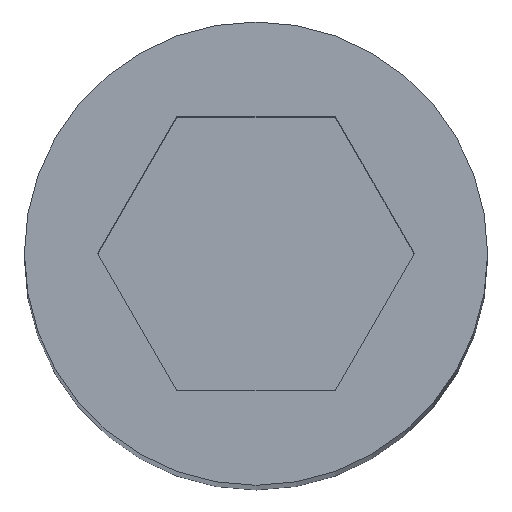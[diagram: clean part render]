
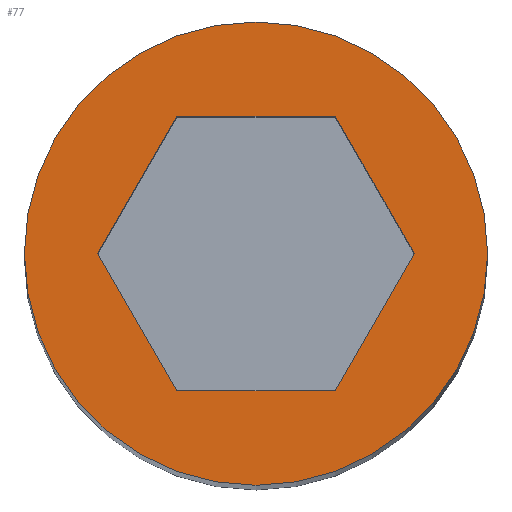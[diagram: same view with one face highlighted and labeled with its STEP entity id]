
A CAD part, top view. The second image highlights one B-rep face of the part: STEP entity #77.
In plain terms, the highlighted planar face has unit normal (0, 0, 1).
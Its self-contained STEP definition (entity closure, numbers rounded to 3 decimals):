
#2=CARTESIAN_POINT('',(10.0,-10.,58.0));
#3=DIRECTION('',(0.0,0.0,1.0));
#4=DIRECTION('',(0.0,1.0,0.0));
#5=AXIS2_PLACEMENT_3D('',#2,#3,#4);
#6=PLANE('',#5);
#7=CARTESIAN_POINT('',(5.0,0.,58.0));
#8=VERTEX_POINT('',#7);
#9=CARTESIAN_POINT('',(-5.0,0.,58.0));
#10=VERTEX_POINT('',#9);
#11=CARTESIAN_POINT('',(0.0,0.,58.0));
#12=DIRECTION('',(0.0,0.,-1.0));
#13=DIRECTION('',(-1.0,0.0,0.0));
#14=AXIS2_PLACEMENT_3D('',#11,#12,#13);
#15=CIRCLE('',#14,5.0);
#16=EDGE_CURVE('',#8,#10,#15,.T.);
#17=ORIENTED_EDGE('',*,*,#16,.F.);
#18=CARTESIAN_POINT('',(0.0,0.,58.0));
#19=DIRECTION('',(0.0,0.,-1.0));
#20=DIRECTION('',(-1.0,0.0,0.0));
#21=AXIS2_PLACEMENT_3D('',#18,#19,#20);
#22=CIRCLE('',#21,5.0);
#23=EDGE_CURVE('',#10,#8,#22,.T.);
#24=ORIENTED_EDGE('',*,*,#23,.F.);
#25=EDGE_LOOP('',(#17,#24));
#26=FACE_OUTER_BOUND('',#25,.T.);
#27=CARTESIAN_POINT('',(1.711,2.963,58.));
#28=VERTEX_POINT('',#27);
#29=CARTESIAN_POINT('',(-1.711,2.963,58.));
#30=VERTEX_POINT('',#29);
#31=CARTESIAN_POINT('',(1.711,2.963,58.));
#32=DIRECTION('',(-1.0,0.0,0.0));
#33=VECTOR('',#32,3.421);
#34=LINE('',#31,#33);
#35=EDGE_CURVE('',#28,#30,#34,.T.);
#36=ORIENTED_EDGE('',*,*,#35,.F.);
#37=CARTESIAN_POINT('',(3.421,0.,58.));
#38=VERTEX_POINT('',#37);
#39=CARTESIAN_POINT('',(3.421,0.,58.));
#40=DIRECTION('',(-0.5,0.866,0.0));
#41=VECTOR('',#40,3.421);
#42=LINE('',#39,#41);
#43=EDGE_CURVE('',#38,#28,#42,.T.);
#44=ORIENTED_EDGE('',*,*,#43,.F.);
#45=CARTESIAN_POINT('',(1.711,-2.963,58.));
#46=VERTEX_POINT('',#45);
#47=CARTESIAN_POINT('',(1.711,-2.963,58.));
#48=DIRECTION('',(0.5,0.866,0.0));
#49=VECTOR('',#48,3.421);
#50=LINE('',#47,#49);
#51=EDGE_CURVE('',#46,#38,#50,.T.);
#52=ORIENTED_EDGE('',*,*,#51,.F.);
#53=CARTESIAN_POINT('',(-1.711,-2.963,58.));
#54=VERTEX_POINT('',#53);
#55=CARTESIAN_POINT('',(-1.711,-2.963,58.));
#56=DIRECTION('',(1.0,0.0,0.0));
#57=VECTOR('',#56,3.421);
#58=LINE('',#55,#57);
#59=EDGE_CURVE('',#54,#46,#58,.T.);
#60=ORIENTED_EDGE('',*,*,#59,.F.);
#61=CARTESIAN_POINT('',(-3.421,0.,58.));
#62=VERTEX_POINT('',#61);
#63=CARTESIAN_POINT('',(-3.421,0.,58.));
#64=DIRECTION('',(0.5,-0.866,0.0));
#65=VECTOR('',#64,3.421);
#66=LINE('',#63,#65);
#67=EDGE_CURVE('',#62,#54,#66,.T.);
#68=ORIENTED_EDGE('',*,*,#67,.F.);
#69=CARTESIAN_POINT('',(-1.711,2.963,58.));
#70=DIRECTION('',(-0.5,-0.866,0.0));
#71=VECTOR('',#70,3.421);
#72=LINE('',#69,#71);
#73=EDGE_CURVE('',#30,#62,#72,.T.);
#74=ORIENTED_EDGE('',*,*,#73,.F.);
#75=EDGE_LOOP('',(#36,#44,#52,#60,#68,#74));
#76=FACE_BOUND('',#75,.T.);
#77=ADVANCED_FACE('',(#26,#76),#6,.T.);
